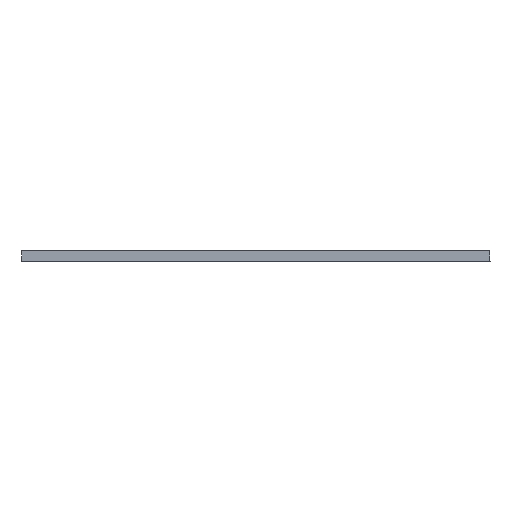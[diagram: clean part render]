
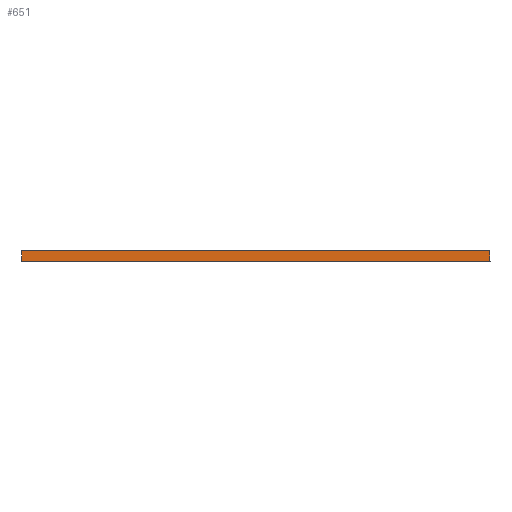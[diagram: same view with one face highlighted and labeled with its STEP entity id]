
A CAD part, front view. The second image highlights one B-rep face of the part: STEP entity #651.
In plain terms, the highlighted free-form (B-spline) face has degree [1, 1] with [2, 2] control points.
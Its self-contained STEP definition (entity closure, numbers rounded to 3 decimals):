
#616=(
BOUNDED_SURFACE()
B_SPLINE_SURFACE(1,1,((#617,#618),(#619,#620)),.UNSPECIFIED.,.F.,.F.,.F.)
B_SPLINE_SURFACE_WITH_KNOTS((2,2),(2,2),(0.000,1.000),(0.000,1.000),.UNSPECIFIED.)
GEOMETRIC_REPRESENTATION_ITEM()
RATIONAL_B_SPLINE_SURFACE(((1.,1.),(1.,1.)))
REPRESENTATION_ITEM('')
SURFACE()
);
#617=CARTESIAN_POINT('',(0.,0.,-2.));
#618=CARTESIAN_POINT('',(0.,0.,2.));
#619=CARTESIAN_POINT('',(171.75,0.,-2.));
#620=CARTESIAN_POINT('',(171.75,0.,2.));
#621=CARTESIAN_POINT('',(0.,0.,2.));
#622=VERTEX_POINT('',#621);
#623=(
BOUNDED_CURVE()
B_SPLINE_CURVE(1,(#624,#625),.UNSPECIFIED.,.F.,.F.)
B_SPLINE_CURVE_WITH_KNOTS((2,2),(0.000,1.000),.UNSPECIFIED.)
CURVE()
GEOMETRIC_REPRESENTATION_ITEM()
RATIONAL_B_SPLINE_CURVE((1.,1.))
REPRESENTATION_ITEM('')
);
#624=CARTESIAN_POINT('',(0.,0.,2.));
#625=CARTESIAN_POINT('',(171.75,0.,2.));
#626=CARTESIAN_POINT('',(171.75,0.,2.));
#627=VERTEX_POINT('',#626);
#628=EDGE_CURVE('',#622,#627,#623,.T.);
#629=ORIENTED_EDGE('',*,*,#628,.T.);
#630=(
BOUNDED_CURVE()
B_SPLINE_CURVE(1,(#631,#632),.UNSPECIFIED.,.F.,.F.)
B_SPLINE_CURVE_WITH_KNOTS((2,2),(0.000,1.000),.UNSPECIFIED.)
CURVE()
GEOMETRIC_REPRESENTATION_ITEM()
RATIONAL_B_SPLINE_CURVE((1.,1.))
REPRESENTATION_ITEM('')
);
#631=CARTESIAN_POINT('',(171.75,0.,2.));
#632=CARTESIAN_POINT('',(171.75,0.,-2.));
#633=CARTESIAN_POINT('',(171.75,0.,-2.));
#634=VERTEX_POINT('',#633);
#635=EDGE_CURVE('',#627,#634,#630,.T.);
#636=ORIENTED_EDGE('',*,*,#635,.T.);
#637=(
BOUNDED_CURVE()
B_SPLINE_CURVE(1,(#638,#639),.UNSPECIFIED.,.F.,.F.)
B_SPLINE_CURVE_WITH_KNOTS((2,2),(0.000,1.000),.UNSPECIFIED.)
CURVE()
GEOMETRIC_REPRESENTATION_ITEM()
RATIONAL_B_SPLINE_CURVE((1.,1.))
REPRESENTATION_ITEM('')
);
#638=CARTESIAN_POINT('',(171.75,0.,-2.));
#639=CARTESIAN_POINT('',(0.,0.,-2.));
#640=CARTESIAN_POINT('',(0.,0.,-2.));
#641=VERTEX_POINT('',#640);
#642=EDGE_CURVE('',#634,#641,#637,.T.);
#643=ORIENTED_EDGE('',*,*,#642,.T.);
#644=(
BOUNDED_CURVE()
B_SPLINE_CURVE(1,(#645,#646),.UNSPECIFIED.,.F.,.F.)
B_SPLINE_CURVE_WITH_KNOTS((2,2),(0.000,1.000),.UNSPECIFIED.)
CURVE()
GEOMETRIC_REPRESENTATION_ITEM()
RATIONAL_B_SPLINE_CURVE((1.,1.))
REPRESENTATION_ITEM('')
);
#645=CARTESIAN_POINT('',(0.,0.,-2.));
#646=CARTESIAN_POINT('',(0.,0.,2.));
#647=EDGE_CURVE('',#641,#622,#644,.T.);
#648=ORIENTED_EDGE('',*,*,#647,.T.);
#649=EDGE_LOOP('',(#629,#636,#643,#648));
#650=FACE_OUTER_BOUND('',#649,.T.);
#651=ADVANCED_FACE('',(#650),#616,.T.);
